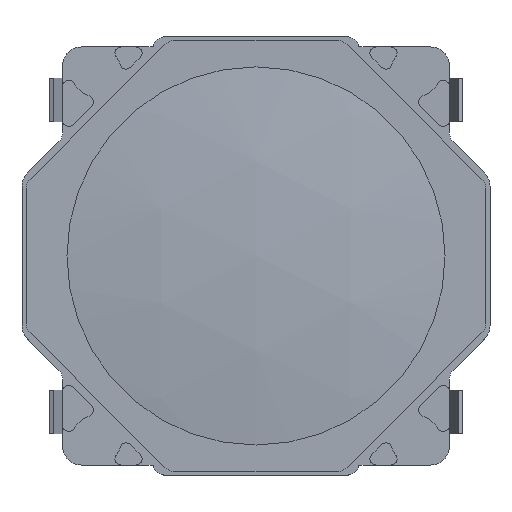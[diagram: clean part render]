
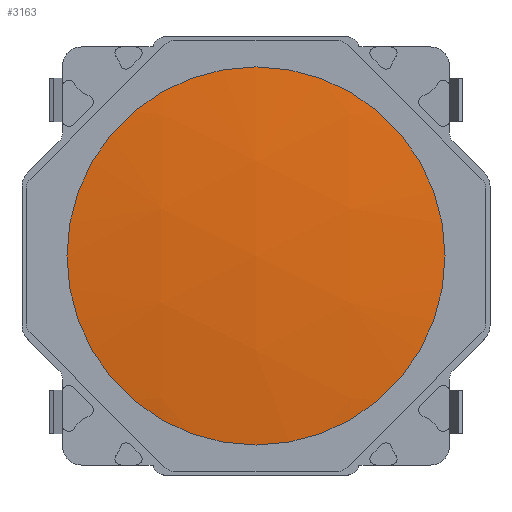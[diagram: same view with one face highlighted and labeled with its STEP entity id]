
A CAD part, top view. The second image highlights one B-rep face of the part: STEP entity #3163.
In plain terms, the highlighted spherical face has radius 23.638 mm.
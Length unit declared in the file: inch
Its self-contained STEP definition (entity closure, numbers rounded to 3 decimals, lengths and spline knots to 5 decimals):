
#14=SPHERICAL_SURFACE('',#3491,0.93064);
#317=FACE_OUTER_BOUND('',#481,.T.);
#481=EDGE_LOOP('',(#2926));
#1238=CIRCLE('',#3490,0.11929);
#1543=VERTEX_POINT('',#5363);
#2004=EDGE_CURVE('',#1543,#1543,#1238,.T.);
#2926=ORIENTED_EDGE('',*,*,#2004,.F.);
#3163=ADVANCED_FACE('',(#317),#14,.T.);
#3490=AXIS2_PLACEMENT_3D('',#5364,#4422,#4423);
#3491=AXIS2_PLACEMENT_3D('',#5365,#4424,#4425);
#4422=DIRECTION('center_axis',(0.,0.,-1.));
#4423=DIRECTION('ref_axis',(0.,1.,0.));
#4424=DIRECTION('center_axis',(1.,0.,0.));
#4425=DIRECTION('ref_axis',(0.,1.,0.));
#5363=CARTESIAN_POINT('',(0.,-0.11929,0.01594));
#5364=CARTESIAN_POINT('Origin',(0.,0.,
0.01594));
#5365=CARTESIAN_POINT('Origin',(0.,0.,
-0.90702));
